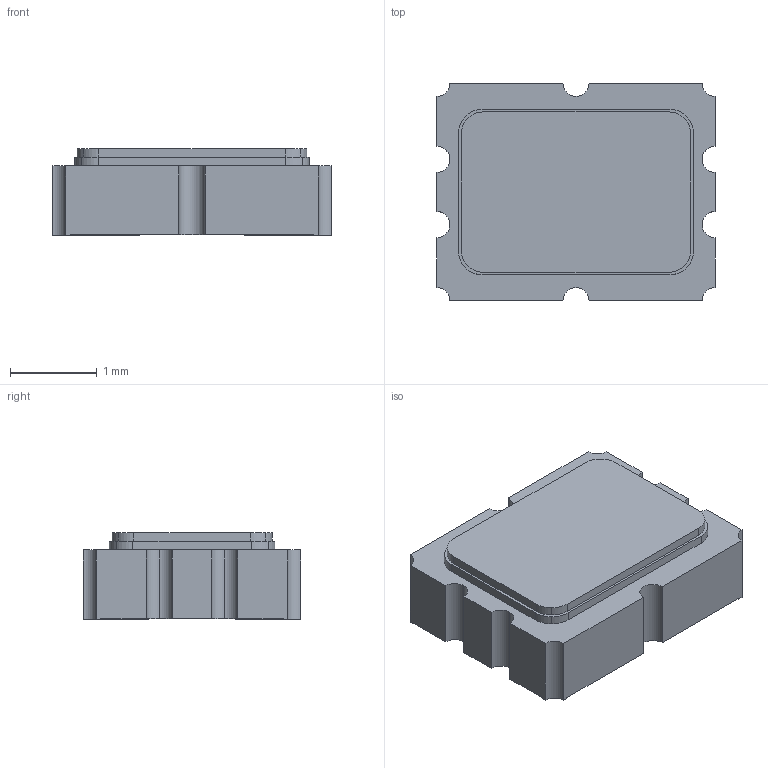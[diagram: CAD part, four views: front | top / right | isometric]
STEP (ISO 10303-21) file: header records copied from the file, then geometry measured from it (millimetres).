
FILE_DESCRIPTION(('STEP AP214'),'1');
FILE_NAME('S3D32.768KB20F30T.stp','2020-11-25T19:50:13',(' '),(' '),'Spatial InterOp 3D',' ',' ');
FILE_SCHEMA(('AUTOMOTIVE_DESIGN { 1 0 10303 214 1 1 1 1 }'));
Length unit declared in the file: metre
Products named in the file (1): Volumenkörper
Bounding box: 3.2 x 2.5 x 1 mm (x, y, z)
Volume: 7.1 mm3; surface area: 26.9 mm2
Topology: 1 solids, 1 shells, 85 faces, 243 edges, 162 vertices
Faces by surface type: plane 43, cylinder 42
Entity records: 3506 total; most frequent: DIRECTION 499, CARTESIAN_POINT 491, ORIENTED_EDGE 486, EDGE_CURVE 243, AXIS2_PLACEMENT_3D 170, VERTEX_POINT 162, LINE 159, VECTOR 159
